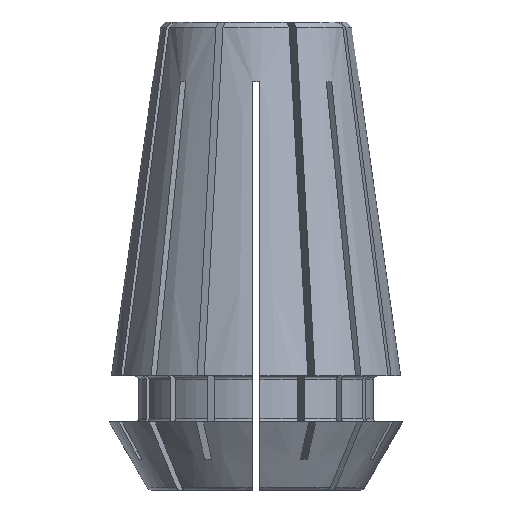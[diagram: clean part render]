
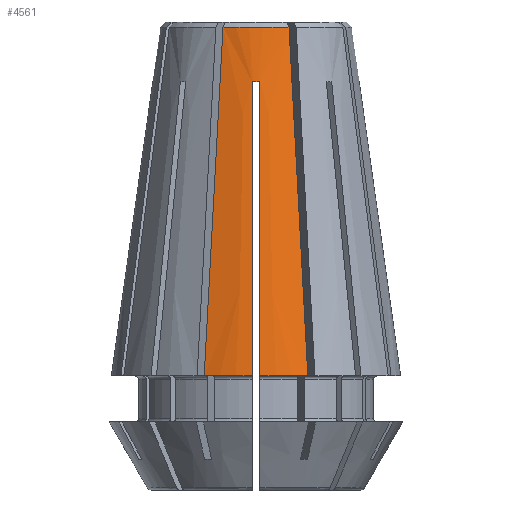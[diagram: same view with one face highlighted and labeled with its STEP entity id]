
A CAD part, front view. The second image highlights one B-rep face of the part: STEP entity #4561.
In plain terms, the highlighted conical face has half-angle 8 degrees and reference radius 5.619 mm.
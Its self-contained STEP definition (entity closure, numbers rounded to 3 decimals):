
#52=CONICAL_SURFACE('',#5101,5.619,0.14);
#171=B_SPLINE_CURVE_WITH_KNOTS('',3,(#7487,#7488,#7489,#7490,#7491,#7492,
#7493,#7494,#7495,#7496),.UNSPECIFIED.,.F.,.F.,(4,3,3,4),(0.009,
0.011,0.022,0.026),.UNSPECIFIED.);
#179=B_SPLINE_CURVE_WITH_KNOTS('',3,(#7565,#7566,#7567,#7568,#7569,#7570,
#7571),.UNSPECIFIED.,.F.,.F.,(4,3,4),(0.,0.015,
0.021),.UNSPECIFIED.);
#210=B_SPLINE_CURVE_WITH_KNOTS('',3,(#7936,#7937,#7938,#7939,#7940,#7941,
#7942),.UNSPECIFIED.,.F.,.F.,(4,3,4),(0.,0.015,
0.021),.UNSPECIFIED.);
#240=B_SPLINE_CURVE_WITH_KNOTS('',3,(#8379,#8380,#8381,#8382,#8383,#8384,
#8385,#8386,#8387,#8388),.UNSPECIFIED.,.F.,.F.,(4,3,3,4),(0.009,
0.011,0.022,0.026),.UNSPECIFIED.);
#1934=ORIENTED_EDGE('',*,*,#2333,.T.);
#1935=ORIENTED_EDGE('',*,*,#2768,.T.);
#1936=ORIENTED_EDGE('',*,*,#2934,.F.);
#1937=ORIENTED_EDGE('',*,*,#2641,.F.);
#1938=ORIENTED_EDGE('',*,*,#2363,.T.);
#1939=ORIENTED_EDGE('',*,*,#2617,.F.);
#1940=ORIENTED_EDGE('',*,*,#2613,.T.);
#1941=ORIENTED_EDGE('',*,*,#2942,.T.);
#2333=EDGE_CURVE('',#3041,#3040,#3494,.T.);
#2363=EDGE_CURVE('',#3065,#3067,#3507,.T.);
#2613=EDGE_CURVE('',#3263,#3264,#3618,.T.);
#2617=EDGE_CURVE('',#3263,#3067,#171,.T.);
#2641=EDGE_CURVE('',#3065,#3283,#179,.T.);
#2768=EDGE_CURVE('',#3040,#3385,#210,.T.);
#2934=EDGE_CURVE('',#3283,#3385,#3750,.T.);
#2942=EDGE_CURVE('',#3264,#3041,#240,.T.);
#3040=VERTEX_POINT('',#6695);
#3041=VERTEX_POINT('',#6697);
#3065=VERTEX_POINT('',#6767);
#3067=VERTEX_POINT('',#6771);
#3263=VERTEX_POINT('',#7479);
#3264=VERTEX_POINT('',#7480);
#3283=VERTEX_POINT('',#7572);
#3385=VERTEX_POINT('',#7935);
#3494=CIRCLE('',#4663,8.5);
#3507=CIRCLE('',#4683,8.5);
#3618=CIRCLE('',#4857,6.069);
#3750=CIRCLE('',#5091,5.619);
#3969=EDGE_LOOP('',(#1934,#1935,#1936,#1937,#1938,#1939,#1940,#1941));
#4209=FACE_BOUND('',#3969,.T.);
#4561=ADVANCED_FACE('',(#4209),#52,.T.);
#4663=AXIS2_PLACEMENT_3D('',#6696,#5280,#5281);
#4683=AXIS2_PLACEMENT_3D('',#6772,#5333,#5334);
#4857=AXIS2_PLACEMENT_3D('',#7478,#5767,#5768);
#5091=AXIS2_PLACEMENT_3D('',#8363,#6355,#6356);
#5101=AXIS2_PLACEMENT_3D('',#8378,#6378,#6379);
#5280=DIRECTION('',(0.,0.,1.));
#5281=DIRECTION('',(1.,0.,0.));
#5333=DIRECTION('',(0.,0.,1.));
#5334=DIRECTION('',(1.,0.,0.));
#5767=DIRECTION('',(0.,0.,1.));
#5768=DIRECTION('',(1.,0.,0.));
#6355=DIRECTION('',(0.,0.,1.));
#6356=DIRECTION('',(1.,0.,0.));
#6378=DIRECTION('',(0.,0.,-1.));
#6379=DIRECTION('',(-1.,0.,0.));
#6695=CARTESIAN_POINT('',(3.044,-7.936,6.7));
#6696=CARTESIAN_POINT('',(0.,0.,6.7));
#6697=CARTESIAN_POINT('',(0.225,-8.497,6.7));
#6767=CARTESIAN_POINT('',(-3.044,-7.936,6.7));
#6771=CARTESIAN_POINT('',(-0.225,-8.497,6.7));
#6772=CARTESIAN_POINT('',(0.,0.,6.7));
#7478=CARTESIAN_POINT('',(0.,0.,24.));
#7479=CARTESIAN_POINT('',(-0.225,-6.064,24.));
#7480=CARTESIAN_POINT('',(0.225,-6.064,24.));
#7487=CARTESIAN_POINT('',(-0.225,-6.064,24.));
#7488=CARTESIAN_POINT('',(-0.225,-6.166,23.279));
#7489=CARTESIAN_POINT('',(-0.225,-6.267,22.558));
#7490=CARTESIAN_POINT('',(-0.225,-6.369,21.837));
#7491=CARTESIAN_POINT('',(-0.225,-6.888,18.144));
#7492=CARTESIAN_POINT('',(-0.225,-7.407,14.45));
#7493=CARTESIAN_POINT('',(-0.225,-7.927,10.757));
#7494=CARTESIAN_POINT('',(-0.225,-8.117,9.405));
#7495=CARTESIAN_POINT('',(-0.225,-8.307,8.052));
#7496=CARTESIAN_POINT('',(-0.225,-8.497,6.7));
#7565=CARTESIAN_POINT('',(-3.044,-7.936,6.7));
#7566=CARTESIAN_POINT('',(-2.779,-7.297,11.626));
#7567=CARTESIAN_POINT('',(-2.514,-6.657,16.552));
#7568=CARTESIAN_POINT('',(-2.249,-6.017,21.478));
#7569=CARTESIAN_POINT('',(-2.146,-5.769,23.385));
#7570=CARTESIAN_POINT('',(-2.043,-5.521,25.293));
#7571=CARTESIAN_POINT('',(-1.941,-5.273,27.2));
#7572=CARTESIAN_POINT('',(-1.941,-5.273,27.2));
#7935=CARTESIAN_POINT('',(1.941,-5.273,27.2));
#7936=CARTESIAN_POINT('',(3.044,-7.936,6.7));
#7937=CARTESIAN_POINT('',(2.779,-7.297,11.626));
#7938=CARTESIAN_POINT('',(2.514,-6.657,16.552));
#7939=CARTESIAN_POINT('',(2.249,-6.017,21.478));
#7940=CARTESIAN_POINT('',(2.146,-5.769,23.385));
#7941=CARTESIAN_POINT('',(2.043,-5.521,25.293));
#7942=CARTESIAN_POINT('',(1.941,-5.273,27.2));
#8363=CARTESIAN_POINT('',(0.,0.,27.2));
#8378=CARTESIAN_POINT('',(0.,0.,27.2));
#8379=CARTESIAN_POINT('',(0.225,-6.064,24.));
#8380=CARTESIAN_POINT('',(0.225,-6.166,23.279));
#8381=CARTESIAN_POINT('',(0.225,-6.267,22.558));
#8382=CARTESIAN_POINT('',(0.225,-6.369,21.837));
#8383=CARTESIAN_POINT('',(0.225,-6.888,18.144));
#8384=CARTESIAN_POINT('',(0.225,-7.407,14.45));
#8385=CARTESIAN_POINT('',(0.225,-7.927,10.757));
#8386=CARTESIAN_POINT('',(0.225,-8.117,9.405));
#8387=CARTESIAN_POINT('',(0.225,-8.307,8.052));
#8388=CARTESIAN_POINT('',(0.225,-8.497,6.7));
